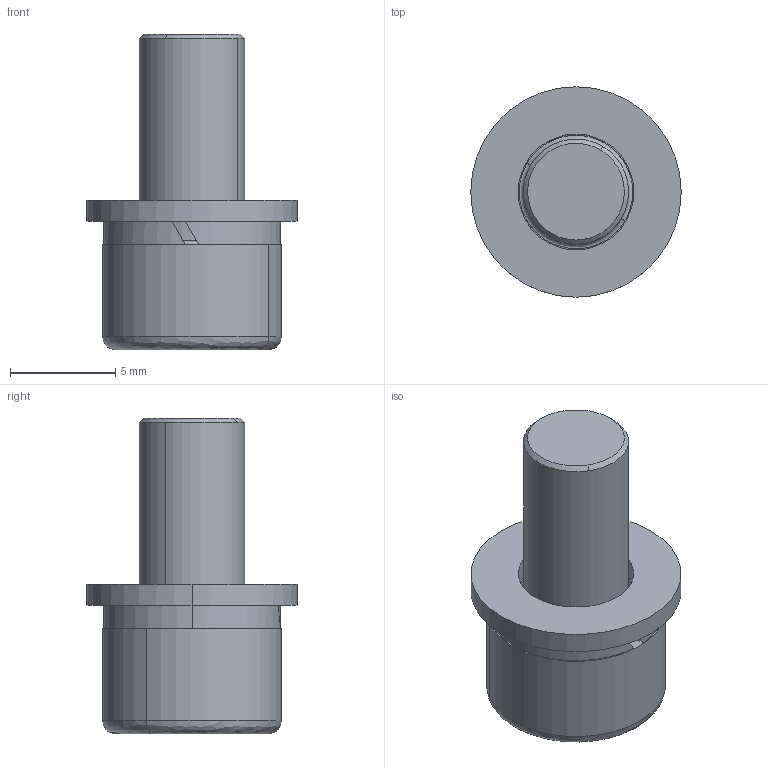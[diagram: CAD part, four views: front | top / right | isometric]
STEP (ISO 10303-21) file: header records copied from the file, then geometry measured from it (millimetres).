
FILE_DESCRIPTION (( 'STEP AP214' ), '1' );
FILE_NAME ('P0000010524.STEP', '2025-11-04T10:06:52', ( 'Microsoft' ), ( 'Microsoft' ), 'SwSTEP 2.0', 'SolidWorks 2025', '' );
FILE_SCHEMA (( 'AUTOMOTIVE_DESIGN' ));
Length unit declared in the file: millimetre
Products named in the file (1): P0000010524
Bounding box: 10 x 10 x 15 mm (x, y, z)
Volume: 527.8 mm3; surface area: 701.6 mm2
Topology: 3 solids, 3 shells, 43 faces, 98 edges, 61 vertices
Faces by surface type: plane 21, cylinder 14, bspline 4, cone 4
Entity records: 1361 total; most frequent: CARTESIAN_POINT 353, DIRECTION 212, ORIENTED_EDGE 192, EDGE_CURVE 96, AXIS2_PLACEMENT_3D 84, VERTEX_POINT 61, EDGE_LOOP 47, VECTOR 44
